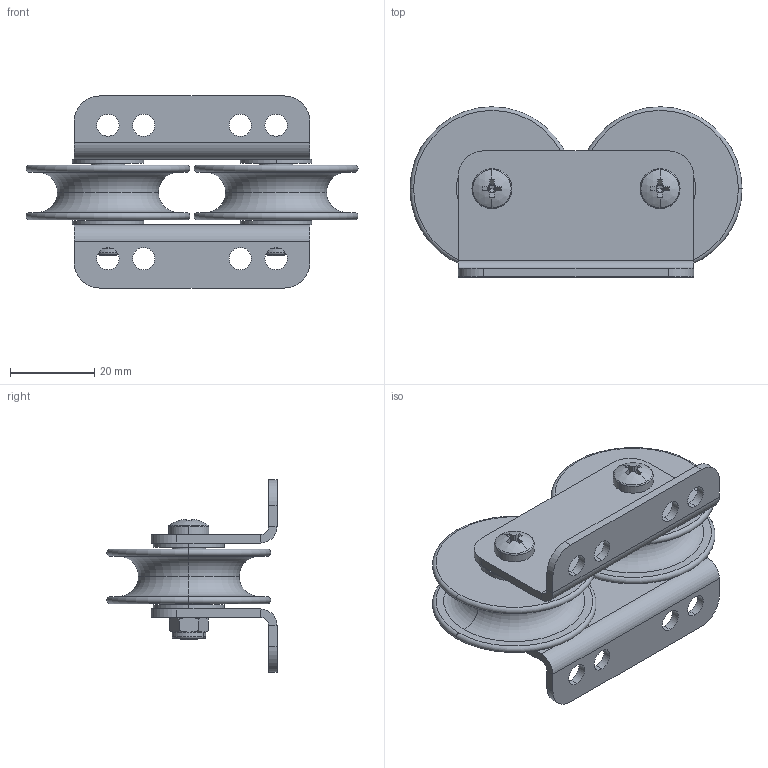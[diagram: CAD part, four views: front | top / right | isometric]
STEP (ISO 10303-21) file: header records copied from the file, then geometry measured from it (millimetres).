
FILE_DESCRIPTION (( 'STEP AP203' ), '1' );
FILE_NAME ('T63778.STEP', '2018-08-16T13:01:20', ( '' ), ( '' ), 'SwSTEP 2.0', 'SolidWorks 2016', '' );
FILE_SCHEMA (( 'CONFIG_CONTROL_DESIGN' ));
Length unit declared in the file: millimetre
Products named in the file (7): TH2660; SW3dPS-nyloc nut, st stl a2 iso_M5 NYLOC; plain washer form b_doughty fastners - stainless_Bright washer BS 4320 - M8 (Form B); T63778; TH2661; Pan Head Cross Recess Screw_Doughty Fastners_ISO 7045 - M5 x 25 - Z --- 25S; TH2659
Assembly tree (14 placements, depth 2):
  T63778
    TH2661  x2
    TH2659  x2
    TH2660  x2
    Pan Head Cross Recess Screw_Doughty Fastners_ISO 7045 - M5 x 25 - Z --- 25S  x2
    SW3dPS-nyloc nut, st stl a2 iso_M5 NYLOC  x2
    plain washer form b_doughty fastners - stainless_Bright washer BS 4320 - M8 (Form B)  x4
Bounding box: 79 x 40.5 x 45.7 mm (x, y, z)
Volume: 28858.9 mm3; surface area: 24621.3 mm2
Topology: 14 solids, 14 shells, 614 faces, 1544 edges, 962 vertices
Faces by surface type: cone 280, cylinder 200, plane 98, torus 32, sphere 4
Entity records: 10255 total; most frequent: DIRECTION 1820, CARTESIAN_POINT 1677, ORIENTED_EDGE 1516, AXIS2_PLACEMENT_3D 776, EDGE_CURVE 758, VERTEX_POINT 473, CIRCLE 458, EDGE_LOOP 325
